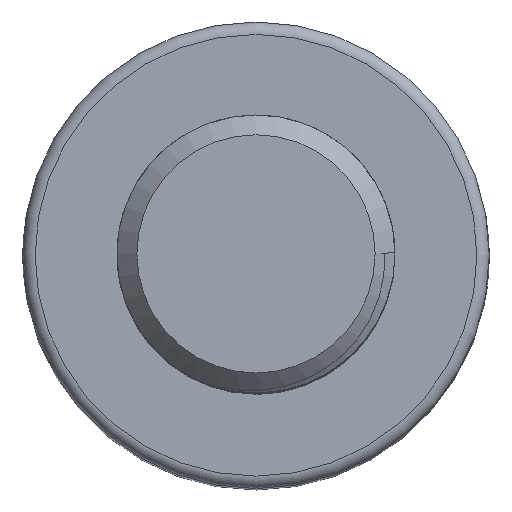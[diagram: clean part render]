
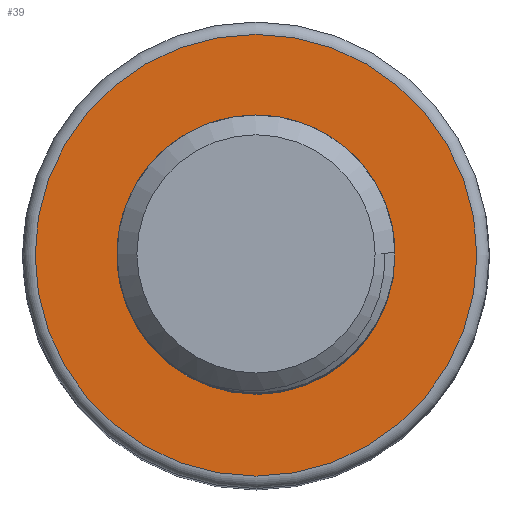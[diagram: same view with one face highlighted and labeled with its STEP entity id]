
A CAD part, top view. The second image highlights one B-rep face of the part: STEP entity #39.
In plain terms, the highlighted planar face has unit normal (0, 0, 1).
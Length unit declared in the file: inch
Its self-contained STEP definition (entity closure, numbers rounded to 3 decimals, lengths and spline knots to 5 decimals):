
#29 = EDGE_CURVE ( 'NONE', #1628, #1628, #1823, .T. ) ;
#39 = ADVANCED_FACE ( 'NONE', ( #1592, #1595 ), #1078, .F. ) ;
#408 = DIRECTION ( 'NONE',  ( 1., 0., 0. ) ) ;
#409 = DIRECTION ( 'NONE',  ( 0., 0., 1. ) ) ;
#413 = CARTESIAN_POINT ( 'NONE',  ( 0., 0., 0.348 ) ) ;
#937 = CIRCLE ( 'NONE', #2663, 0.089 ) ;
#1073 = DIRECTION ( 'NONE',  ( -1., 0., 0. ) ) ;
#1074 = DIRECTION ( 'NONE',  ( 0., 0., -1. ) ) ;
#1078 = PLANE ( 'NONE',  #2556 ) ;
#1089 = CARTESIAN_POINT ( 'NONE',  ( 0., 0.089, 0.348 ) ) ;
#1260 = DIRECTION ( 'NONE',  ( 1., 0., 0. ) ) ;
#1287 = DIRECTION ( 'NONE',  ( 0., 0., 1. ) ) ;
#1397 = CARTESIAN_POINT ( 'NONE',  ( 0., 0., 0.348 ) ) ;
#1592 = FACE_BOUND ( 'NONE', #3565, .T. ) ;
#1595 = FACE_OUTER_BOUND ( 'NONE', #3576, .T. ) ;
#1620 = CARTESIAN_POINT ( 'NONE',  ( 0.089, 0., 0.348 ) ) ;
#1621 = VERTEX_POINT ( 'NONE', #1620 ) ;
#1628 = VERTEX_POINT ( 'NONE', #1634 ) ;
#1634 = CARTESIAN_POINT ( 'NONE',  ( 0.056, 0., 0.348 ) ) ;
#1815 = ORIENTED_EDGE ( 'NONE', *, *, #29, .F. ) ;
#1820 = ORIENTED_EDGE ( 'NONE', *, *, #2426, .T. ) ;
#1823 = CIRCLE ( 'NONE', #2553, 0.056 ) ;
#2426 = EDGE_CURVE ( 'NONE', #1621, #1621, #937, .T. ) ;
#2553 = AXIS2_PLACEMENT_3D ( 'NONE', #1397, #1287, #1260 ) ;
#2556 = AXIS2_PLACEMENT_3D ( 'NONE', #1089, #1074, #1073 ) ;
#2663 = AXIS2_PLACEMENT_3D ( 'NONE', #413, #409, #408 ) ;
#3565 = EDGE_LOOP ( 'NONE', ( #1815 ) ) ;
#3576 = EDGE_LOOP ( 'NONE', ( #1820 ) ) ;
